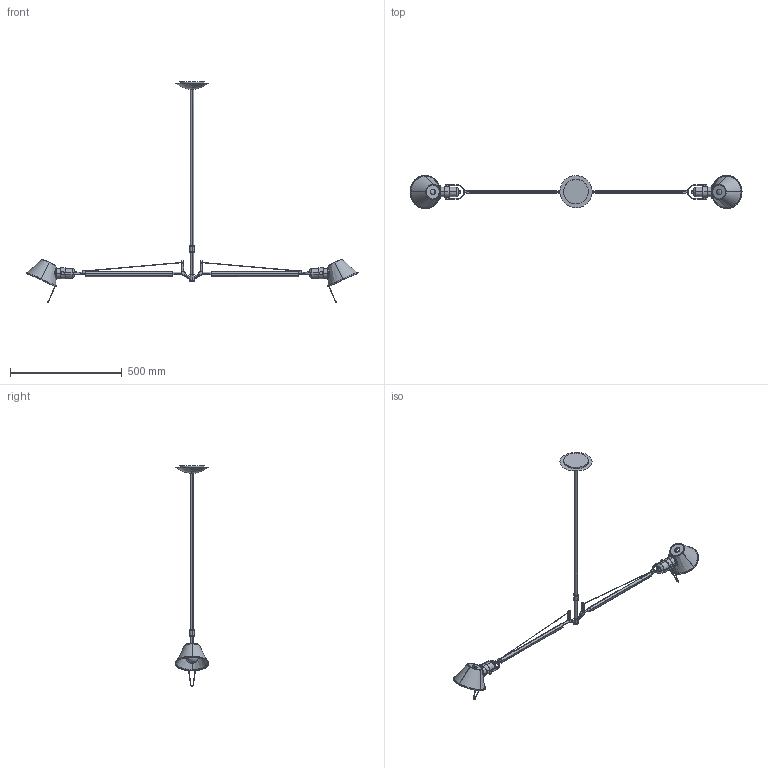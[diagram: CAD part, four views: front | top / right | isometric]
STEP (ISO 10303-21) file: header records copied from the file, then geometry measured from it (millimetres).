
FILE_DESCRIPTION(/* description */ (''),/* implementation_level */ '2;1');
FILE_NAME(/* name */ 'Tolomeo_sosp_2bracci_allum_3D',/* time_stamp */ '2012-03-05T12:46:59+01:00',/* author */ (''),/* organization */ (''),/* preprocessor_version */ 'ST-DEVELOPER v10',/* originating_system */ '',/* authorisation */ '');
FILE_SCHEMA (('CONFIG_CONTROL_DESIGN'));
Length unit declared in the file: millimetre
Products named in the file (1): 1
Bounding box: 1484.33 x 148.98 x 987.47 mm (x, y, z)
Volume: 1262550.3 mm3; surface area: 345240.2 mm2
Topology: 7 solids, 7 shells, 464 faces, 1344 edges, 868 vertices
Faces by surface type: bspline 372, plane 92
Entity records: 25481 total; most frequent: CARTESIAN_POINT 18313, ORIENTED_EDGE 2612, EDGE_CURVE 1306, VERTEX_POINT 868, B_SPLINE_CURVE_WITH_KNOTS 546, EDGE_LOOP 488, ADVANCED_FACE 464, FACE_OUTER_BOUND 464
